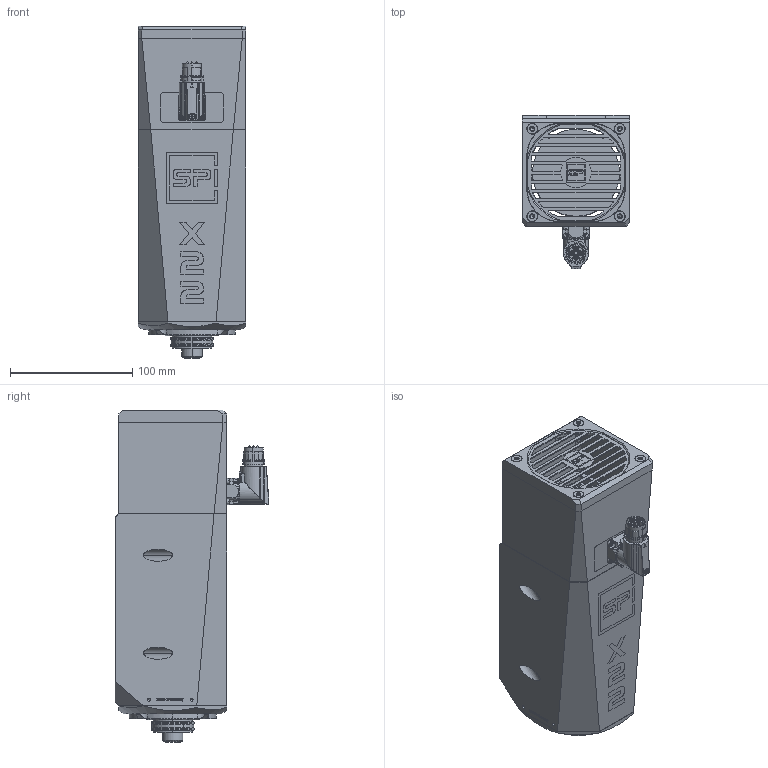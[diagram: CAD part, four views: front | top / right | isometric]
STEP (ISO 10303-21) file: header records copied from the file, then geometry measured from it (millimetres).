
FILE_DESCRIPTION (( 'STEP AP214' ), '1' );
FILE_NAME ('X22-L-HSKC32 STEP.STEP', '2024-08-15T15:06:49', ( '' ), ( '' ), 'SwSTEP 2.0', 'SolidWorks 2020', '' );
FILE_SCHEMA (( 'AUTOMOTIVE_DESIGN' ));
Length unit declared in the file: millimetre
Products named in the file (21): B00017_B00017; C00098; Teil1^X22 Master Kunden-CAD; C00053_C00019; C00001_C00001; X22-L-HSKC32 STEP; C00117; C00490_C00490; C00097; C00056_C00009; C00488_C00488; B00011_B00011; B00018_B00018; B00020_B00020; B00025_B00025; C00113; B00091_B00091; B00024_Laserung; B00021_B00021; B00069_B00069; C00707
Assembly tree (44 placements, depth 2):
  X22-L-HSKC32 STEP
    B00091_B00091
    C00117  x4
    C00098  x8
    B00011_B00011
    B00020_B00020
    B00069_B00069
    B00021_B00021
    B00025_B00025
    C00056_C00009
    C00053_C00019  x4
    C00707  x4
    B00024_Laserung
    C00097  x6
    C00113  x4
    B00018_B00018
    B00017_B00017
    C00001_C00001
    C00488_C00488
    C00490_C00490
    Teil1^X22 Master Kunden-CAD
Bounding box: 88 x 125.5 x 271.17 mm (x, y, z)
Volume: 1244119.5 mm3; surface area: 297685.4 mm2
Topology: 44 solids, 52 shells, 5343 faces, 14215 edges, 9237 vertices
Faces by surface type: plane 2215, bspline 1274, cylinder 1230, cone 519, torus 105
Entity records: 243122 total; most frequent: CARTESIAN_POINT 100269, ORIENTED_EDGE 24585, DIRECTION 17861, EDGE_CURVE 12363, VERTEX_POINT 8163, LINE 7373, VECTOR 7373, AXIS2_PLACEMENT_3D 5244
